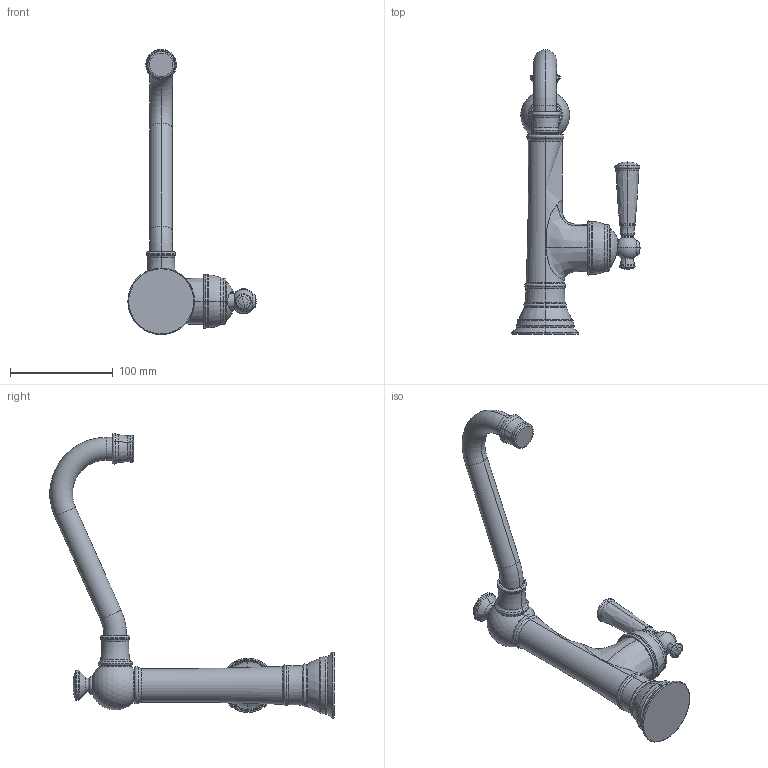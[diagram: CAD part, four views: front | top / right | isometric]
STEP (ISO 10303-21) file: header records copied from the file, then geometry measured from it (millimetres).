
FILE_DESCRIPTION((''),'2;1');
FILE_NAME('2470-5303_ASM','2021-01-20T13:38:08',('rsmith'),(''),'CREO PARAMETRIC BY PTC INC, 2018400','CREO PARAMETRIC BY PTC INC, 2018400','');
FILE_SCHEMA(('AUTOMOTIVE_DESIGN { 1 0 10303 214 1 1 1 1 }'));
Length unit declared in the file: inch
Products named in the file (2): _2470-5313_ASM; 2470-5303_ASM
Assembly tree (1 placements, depth 2):
  2470-5303_ASM
    _2470-5313_ASM
Bounding box: 124.68 x 276.18 x 277.33 mm (x, y, z)
Volume: 418399.4 mm3; surface area: 104352.7 mm2
Topology: 4 solids, 4 shells, 534 faces, 1314 edges, 787 vertices
Faces by surface type: cylinder 144, bspline 123, torus 121, cone 61, plane 55, sphere 16, revolution 8, extrusion 6
Entity records: 39568 total; most frequent: CARTESIAN_POINT 23917, ORIENTED_EDGE 2592, DIRECTION 2183, EDGE_CURVE 1296, AXIS2_PLACEMENT_3D 929, VERTEX_POINT 786, EDGE_LOOP 560, PRESENTATION_STYLE_ASSIGNMENT 547
